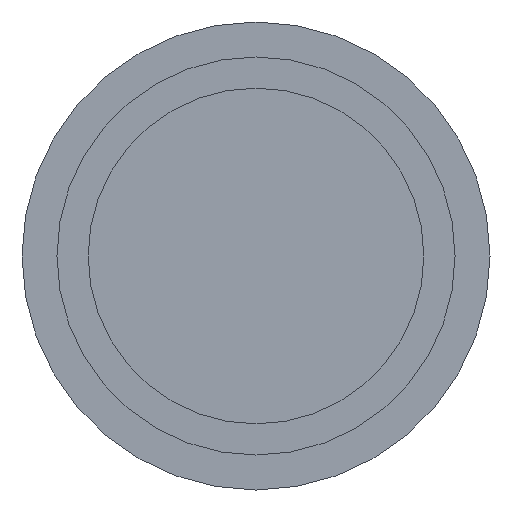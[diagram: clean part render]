
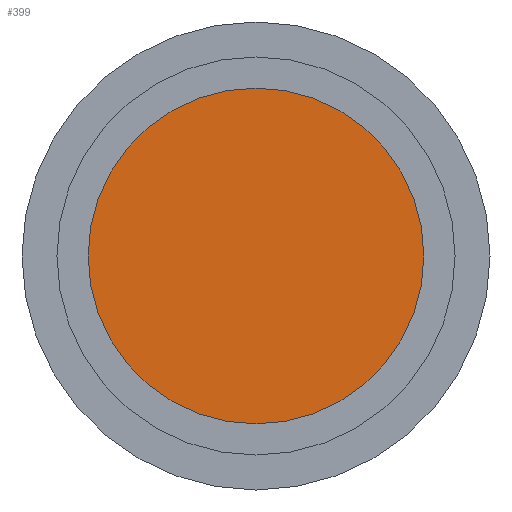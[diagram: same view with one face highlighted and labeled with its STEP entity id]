
A CAD part, front view. The second image highlights one B-rep face of the part: STEP entity #399.
In plain terms, the highlighted planar face has unit normal (0, -1, 0).
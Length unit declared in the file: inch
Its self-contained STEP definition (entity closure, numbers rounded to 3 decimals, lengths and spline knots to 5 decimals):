
#289 = FACE_OUTER_BOUND ( 'NONE', #608, .T. ) ;
#292 = AXIS2_PLACEMENT_3D ( 'NONE', #737, #741, #742 ) ;
#338 = CIRCLE ( 'NONE', #292, 0.269 ) ;
#340 = CIRCLE ( 'NONE', #457, 0.269 ) ;
#394 = EDGE_CURVE ( 'NONE', #707, #708, #338, .T. ) ;
#397 = EDGE_CURVE ( 'NONE', #708, #707, #340, .T. ) ;
#399 = ADVANCED_FACE ( 'NONE', ( #289 ), #755, .T. ) ;
#457 = AXIS2_PLACEMENT_3D ( 'NONE', #746, #750, #751 ) ;
#459 = AXIS2_PLACEMENT_3D ( 'NONE', #766, #767, #768 ) ;
#608 = EDGE_LOOP ( 'NONE', ( #613, #612 ) ) ;
#612 = ORIENTED_EDGE ( 'NONE', *, *, #394, .T. ) ;
#613 = ORIENTED_EDGE ( 'NONE', *, *, #397, .T. ) ;
#707 = VERTEX_POINT ( 'NONE', #828 ) ;
#708 = VERTEX_POINT ( 'NONE', #829 ) ;
#737 = CARTESIAN_POINT ( 'NONE',  ( 0., 0., 0. ) ) ;
#741 = DIRECTION ( 'NONE',  ( 0., -1., 0. ) ) ;
#742 = DIRECTION ( 'NONE',  ( 1., 0., 0. ) ) ;
#746 = CARTESIAN_POINT ( 'NONE',  ( 0., 0., 0. ) ) ;
#750 = DIRECTION ( 'NONE',  ( 0., -1., 0. ) ) ;
#751 = DIRECTION ( 'NONE',  ( 1., 0., 0. ) ) ;
#755 = PLANE ( 'NONE',  #459 ) ;
#766 = CARTESIAN_POINT ( 'NONE',  ( 0., 0., 0. ) ) ;
#767 = DIRECTION ( 'NONE',  ( 0., -1., 0. ) ) ;
#768 = DIRECTION ( 'NONE',  ( 1., 0., 0. ) ) ;
#828 = CARTESIAN_POINT ( 'NONE',  ( 0.269, 0., 0. ) ) ;
#829 = CARTESIAN_POINT ( 'NONE',  ( -0.269, 0., 0. ) ) ;
